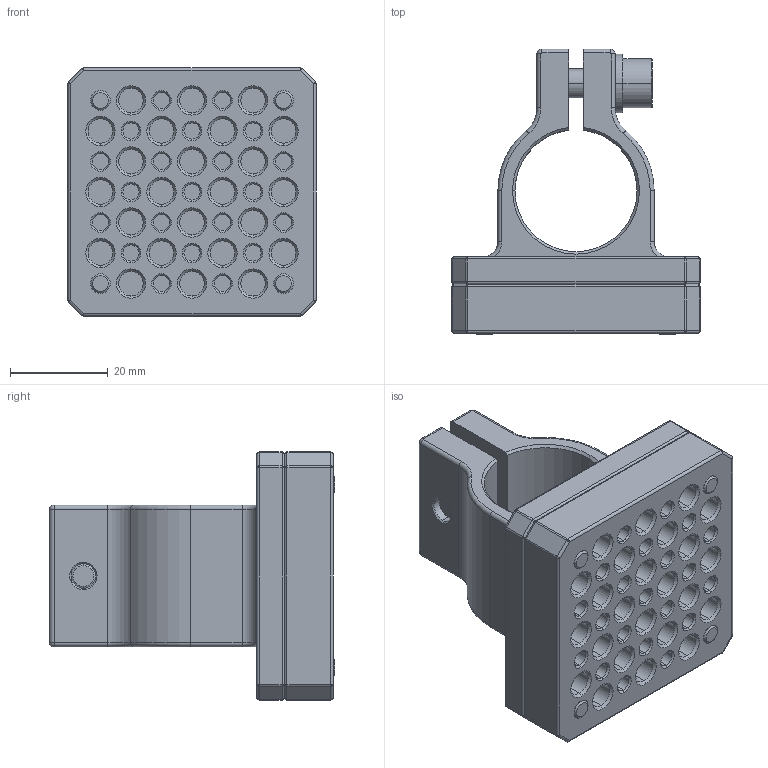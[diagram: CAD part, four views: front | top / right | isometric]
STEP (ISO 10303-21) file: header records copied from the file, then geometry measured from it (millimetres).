
FILE_DESCRIPTION (( 'STEP AP203' ), '1' );
FILE_NAME ('CRTB25-A.STEP', '2025-06-30T00:59:44', ( '' ), ( '' ), 'SwSTEP 2.0', 'SolidWorks 2020', '' );
FILE_SCHEMA (( 'CONFIG_CONTROL_DESIGN' ));
Length unit declared in the file: millimetre
Products named in the file (1): CRTB25-A
Bounding box: 50.8 x 58.5 x 50.8 mm (x, y, z)
Volume: 49069.2 mm3; surface area: 26628.7 mm2
Topology: 8 solids, 8 shells, 918 faces, 2247 edges, 1342 vertices
Faces by surface type: plane 333, cone 230, cylinder 213, bspline 74, torus 36, sphere 32
Entity records: 30010 total; most frequent: CARTESIAN_POINT 8406, DIRECTION 4473, ORIENTED_EDGE 4414, EDGE_CURVE 2207, AXIS2_PLACEMENT_3D 1577, VERTEX_POINT 1342, VECTOR 1319, LINE 1319
